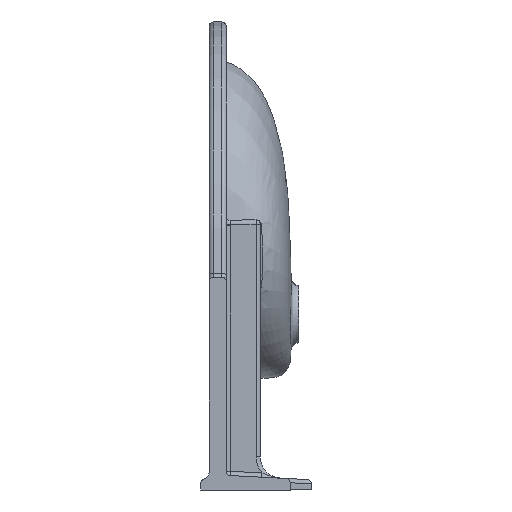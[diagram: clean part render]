
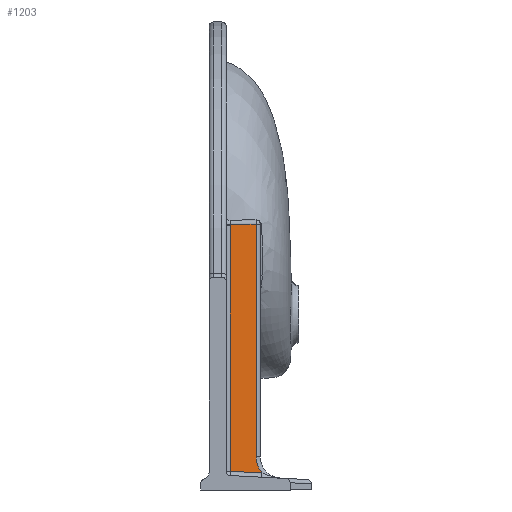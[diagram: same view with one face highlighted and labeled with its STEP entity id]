
A CAD part, left-side view. The second image highlights one B-rep face of the part: STEP entity #1203.
In plain terms, the highlighted planar face has unit normal (-0.999, -0.052, 0).
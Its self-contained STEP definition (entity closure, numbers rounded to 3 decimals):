
#657 = VERTEX_POINT ( 'NONE', #12870 ) ;
#1203 = ADVANCED_FACE ( 'NONE', ( #18923 ), #50680, .T. ) ;
#2019 = CARTESIAN_POINT ( 'NONE',  ( -188.181, -57.605, -292.059 ) ) ;
#2534 = AXIS2_PLACEMENT_3D ( 'NONE', #29730, #8799, #29056 ) ;
#3260 = LINE ( 'NONE', #3924, #60061 ) ;
#3924 = CARTESIAN_POINT ( 'NONE',  ( -188.868, -44.501, -296.55 ) ) ;
#4369 = VERTEX_POINT ( 'NONE', #12657 ) ;
#8799 = DIRECTION ( 'NONE',  ( -0.999, -0.052, 0. ) ) ;
#8810 = LINE ( 'NONE', #48371, #20082 ) ;
#11426 = CARTESIAN_POINT ( 'NONE',  ( -189.903, -24.738, -7.052 ) ) ;
#12657 = CARTESIAN_POINT ( 'NONE',  ( -189.903, -24.738, -7.052 ) ) ;
#12870 = CARTESIAN_POINT ( 'NONE',  ( -189.903, -24.738, -295.514 ) ) ;
#13631 = EDGE_CURVE ( 'NONE', #39004, #62566, #36186, .T. ) ;
#18918 = ORIENTED_EDGE ( 'NONE', *, *, #42549, .T. ) ;
#18923 = FACE_OUTER_BOUND ( 'NONE', #47829, .T. ) ;
#19788 = DIRECTION ( 'NONE',  ( 0., 0., 1. ) ) ;
#20082 = VECTOR ( 'NONE', #49354, 1000. ) ;
#29056 = DIRECTION ( 'NONE',  ( 0.052, -0.999, 0. ) ) ;
#29730 = CARTESIAN_POINT ( 'NONE',  ( -188.055, -60., 0. ) ) ;
#29812 = ORIENTED_EDGE ( 'NONE', *, *, #43373, .T. ) ;
#32416 = CARTESIAN_POINT ( 'NONE',  ( -187.95, -62.019, -297.468 ) ) ;
#33022 = DIRECTION ( 'NONE',  ( 0., 0., -1. ) ) ;
#33453 = EDGE_CURVE ( 'NONE', #4369, #657, #64421, .T. ) ;
#34591 = CARTESIAN_POINT ( 'NONE',  ( -188.304, -55.262, -5. ) ) ;
#36186 =( BOUNDED_CURVE ( )  B_SPLINE_CURVE ( 3, ( #32416, #2019, #52692, #42219 ),
 .UNSPECIFIED., .F., .T. ) 
 B_SPLINE_CURVE_WITH_KNOTS ( ( 4, 4 ),
 ( 5.599, 6.283 ),
 .UNSPECIFIED. ) 
 CURVE ( )  GEOMETRIC_REPRESENTATION_ITEM ( )  RATIONAL_B_SPLINE_CURVE ( ( 1., 0.961, 0.961, 1. ) ) 
 REPRESENTATION_ITEM ( '' )  );
#36483 = VECTOR ( 'NONE', #58033, 1000. ) ;
#37701 = ORIENTED_EDGE ( 'NONE', *, *, #13631, .T. ) ;
#38013 = EDGE_CURVE ( 'NONE', #49408, #44926, #8810, .T. ) ;
#38069 = CARTESIAN_POINT ( 'NONE',  ( -188.304, -55.262, 0. ) ) ;
#39004 = VERTEX_POINT ( 'NONE', #46313 ) ;
#39053 = LINE ( 'NONE', #38069, #47094 ) ;
#41358 = ORIENTED_EDGE ( 'NONE', *, *, #52462, .T. ) ;
#42219 = CARTESIAN_POINT ( 'NONE',  ( -188.304, -55.262, -278.5 ) ) ;
#42549 = EDGE_CURVE ( 'NONE', #62566, #49408, #39053, .T. ) ;
#43373 = EDGE_CURVE ( 'NONE', #657, #39004, #3260, .T. ) ;
#44926 = VERTEX_POINT ( 'NONE', #45637 ) ;
#45637 = CARTESIAN_POINT ( 'NONE',  ( -189.903, -24.738, -5. ) ) ;
#46313 = CARTESIAN_POINT ( 'NONE',  ( -187.95, -62.019, -297.468 ) ) ;
#47094 = VECTOR ( 'NONE', #19788, 1000. ) ;
#47829 = EDGE_LOOP ( 'NONE', ( #50262, #41358, #56895, #29812, #37701, #18918 ) ) ;
#47908 = CARTESIAN_POINT ( 'NONE',  ( -189.903, -24.738, -300.259 ) ) ;
#48371 = CARTESIAN_POINT ( 'NONE',  ( -188.055, -60., -5. ) ) ;
#49354 = DIRECTION ( 'NONE',  ( -0.052, 0.999, 0. ) ) ;
#49408 = VERTEX_POINT ( 'NONE', #34591 ) ;
#50262 = ORIENTED_EDGE ( 'NONE', *, *, #38013, .T. ) ;
#50680 = PLANE ( 'NONE',  #2534 ) ;
#52462 = EDGE_CURVE ( 'NONE', #44926, #4369, #63108, .T. ) ;
#52692 = CARTESIAN_POINT ( 'NONE',  ( -188.304, -55.262, -285.482 ) ) ;
#56895 = ORIENTED_EDGE ( 'NONE', *, *, #33453, .T. ) ;
#58033 = DIRECTION ( 'NONE',  ( 0., 0., -1. ) ) ;
#60061 = VECTOR ( 'NONE', #66065, 1000. ) ;
#62566 = VERTEX_POINT ( 'NONE', #63702 ) ;
#63108 = LINE ( 'NONE', #11426, #36483 ) ;
#63702 = CARTESIAN_POINT ( 'NONE',  ( -188.304, -55.262, -278.5 ) ) ;
#64421 = LINE ( 'NONE', #47908, #66427 ) ;
#66065 = DIRECTION ( 'NONE',  ( 0.052, -0.997, -0.052 ) ) ;
#66427 = VECTOR ( 'NONE', #33022, 1000. ) ;
